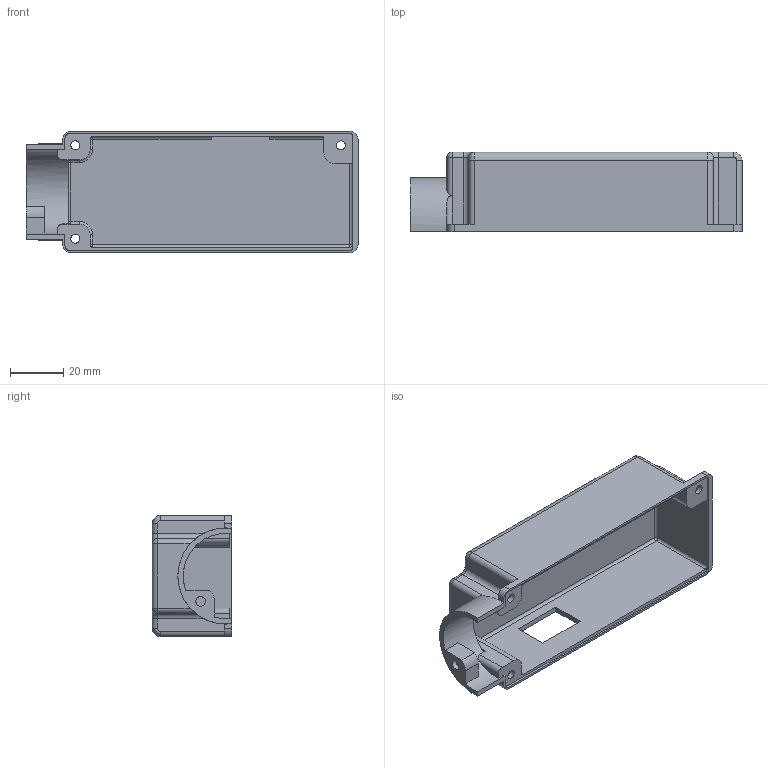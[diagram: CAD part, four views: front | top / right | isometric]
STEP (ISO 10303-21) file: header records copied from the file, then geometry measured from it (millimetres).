
FILE_DESCRIPTION(/* description */ (''),/* implementation_level */ '2;1');
FILE_NAME(/* name */ 'case_bottom.stp',/* time_stamp */ '2025-03-27T17:22:38+01:00',/* author */ ('Acer'),/* organization */ (''),/* preprocessor_version */ 'ST-DEVELOPER v20',/* originating_system */ 'Autodesk Inventor 2025',/* authorisation */ '');
FILE_SCHEMA (('AUTOMOTIVE_DESIGN { 1 0 10303 214 3 1 1 }'));
Length unit declared in the file: millimetre
Products named in the file (1): case_top
Bounding box: 124.4 x 29.8 x 45.4 mm (x, y, z)
Volume: 26487.5 mm3; surface area: 27597.1 mm2
Topology: 1 solids, 1 shells, 134 faces, 343 edges, 212 vertices
Faces by surface type: plane 60, cylinder 57, sphere 8, torus 5, bspline 4
Full cylindrical faces by diameter (mm): 3.4 x3, 3.6 x2
Entity records: 4189 total; most frequent: CARTESIAN_POINT 806, DIRECTION 728, ORIENTED_EDGE 686, EDGE_CURVE 343, AXIS2_PLACEMENT_3D 262, VERTEX_POINT 212, LINE 204, VECTOR 204
